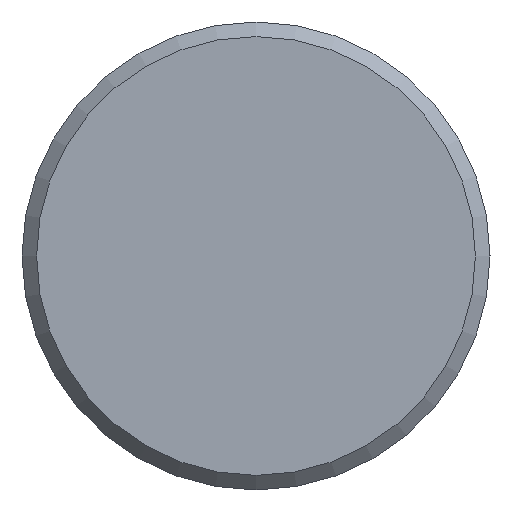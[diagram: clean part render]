
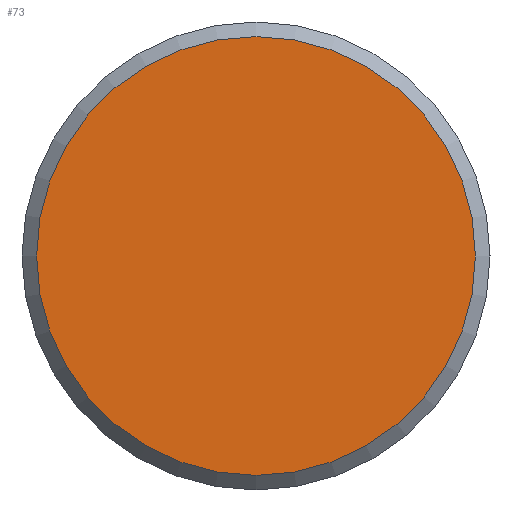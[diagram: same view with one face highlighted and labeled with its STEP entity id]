
A CAD part, left-side view. The second image highlights one B-rep face of the part: STEP entity #73.
In plain terms, the highlighted planar face has unit normal (-1, 0, 0).
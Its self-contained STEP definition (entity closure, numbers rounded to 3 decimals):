
#73 = ADVANCED_FACE( '', ( #163 ), #164, .F. );
#163 = FACE_OUTER_BOUND( '', #268, .T. );
#164 = PLANE( '', #269 );
#268 = EDGE_LOOP( '', ( #409 ) );
#269 = AXIS2_PLACEMENT_3D( '', #410, #411, #412 );
#409 = ORIENTED_EDGE( '', *, *, #633, .F. );
#410 = CARTESIAN_POINT( '', ( 0., 0., 0. ) );
#411 = DIRECTION( '', ( 1., 0., 0. ) );
#412 = DIRECTION( '', ( 0., 0., -1. ) );
#633 = EDGE_CURVE( '', #753, #753, #754, .T. );
#753 = VERTEX_POINT( '', #925 );
#754 = CIRCLE( '', #926, 1.406 );
#925 = CARTESIAN_POINT( '', ( 0., 0., -1.406 ) );
#926 = AXIS2_PLACEMENT_3D( '', #1109, #1110, #1111 );
#1109 = CARTESIAN_POINT( '', ( 0., 0., 0. ) );
#1110 = DIRECTION( '', ( 1., 0., 0. ) );
#1111 = DIRECTION( '', ( 0., 0., -1. ) );
